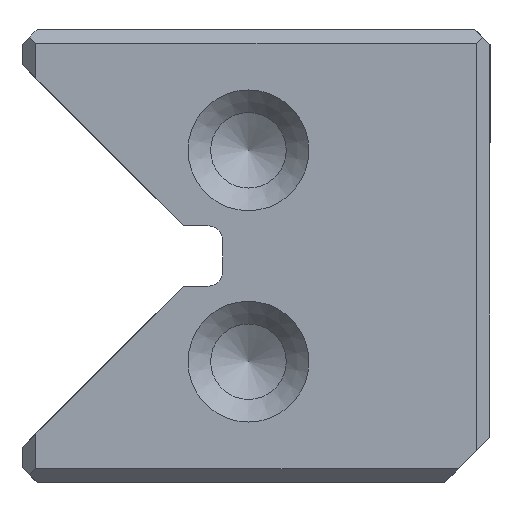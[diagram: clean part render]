
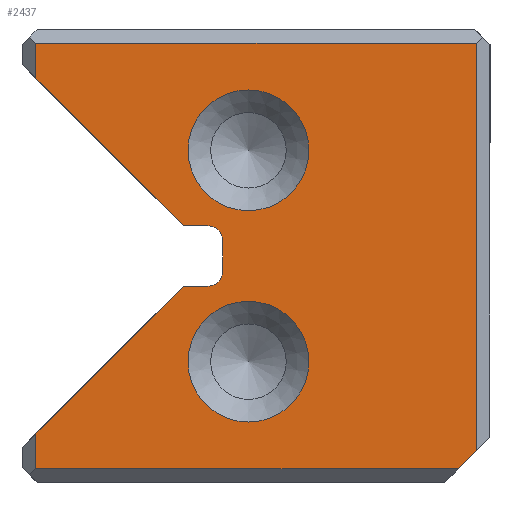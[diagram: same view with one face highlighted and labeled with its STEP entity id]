
A CAD part, left-side view. The second image highlights one B-rep face of the part: STEP entity #2437.
In plain terms, the highlighted planar face has unit normal (-1, 0, 0).
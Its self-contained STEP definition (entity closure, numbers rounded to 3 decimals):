
#2437=ADVANCED_FACE('',(#3252,#3253,#3254),#2781,.T.);
#2781=PLANE('',#8299);
#3011=CIRCLE('',#8295,2.);
#3012=CIRCLE('',#8296,2.);
#3013=CIRCLE('',#8297,0.5);
#3014=CIRCLE('',#8298,0.5);
#3252=FACE_BOUND('',#3360,.T.);
#3253=FACE_BOUND('',#3361,.T.);
#3254=FACE_BOUND('',#3362,.T.);
#3360=EDGE_LOOP('',(#3974));
#3361=EDGE_LOOP('',(#3975));
#3362=EDGE_LOOP('',(#3976,#3977,#3978,#3979,#3980,#3981,#3982,#3983,#3984,
#3985,#3986,#3987,#3988));
#3974=ORIENTED_EDGE('',*,*,#6324,.T.);
#3975=ORIENTED_EDGE('',*,*,#6325,.F.);
#3976=ORIENTED_EDGE('',*,*,#6326,.T.);
#3977=ORIENTED_EDGE('',*,*,#6327,.T.);
#3978=ORIENTED_EDGE('',*,*,#6328,.F.);
#3979=ORIENTED_EDGE('',*,*,#6329,.F.);
#3980=ORIENTED_EDGE('',*,*,#6330,.T.);
#3981=ORIENTED_EDGE('',*,*,#6331,.T.);
#3982=ORIENTED_EDGE('',*,*,#6332,.T.);
#3983=ORIENTED_EDGE('',*,*,#6333,.T.);
#3984=ORIENTED_EDGE('',*,*,#6334,.F.);
#3985=ORIENTED_EDGE('',*,*,#6335,.T.);
#3986=ORIENTED_EDGE('',*,*,#6336,.T.);
#3987=ORIENTED_EDGE('',*,*,#6337,.T.);
#3988=ORIENTED_EDGE('',*,*,#6338,.T.);
#5726=VERTEX_POINT('',#10526);
#5727=VERTEX_POINT('',#10528);
#5728=VERTEX_POINT('',#10530);
#5729=VERTEX_POINT('',#10531);
#5730=VERTEX_POINT('',#10533);
#5731=VERTEX_POINT('',#10535);
#5732=VERTEX_POINT('',#10537);
#5733=VERTEX_POINT('',#10539);
#5734=VERTEX_POINT('',#10541);
#5735=VERTEX_POINT('',#10543);
#5736=VERTEX_POINT('',#10545);
#5737=VERTEX_POINT('',#10547);
#5738=VERTEX_POINT('',#10549);
#5739=VERTEX_POINT('',#10551);
#5740=VERTEX_POINT('',#10553);
#6324=EDGE_CURVE('',#5726,#5726,#3011,.T.);
#6325=EDGE_CURVE('',#5727,#5727,#3012,.T.);
#6326=EDGE_CURVE('',#5728,#5729,#7121,.T.);
#6327=EDGE_CURVE('',#5729,#5730,#7122,.T.);
#6328=EDGE_CURVE('',#5731,#5730,#7123,.T.);
#6329=EDGE_CURVE('',#5732,#5731,#7124,.T.);
#6330=EDGE_CURVE('',#5732,#5733,#3013,.T.);
#6331=EDGE_CURVE('',#5733,#5734,#7125,.T.);
#6332=EDGE_CURVE('',#5734,#5735,#3014,.T.);
#6333=EDGE_CURVE('',#5735,#5736,#7126,.T.);
#6334=EDGE_CURVE('',#5737,#5736,#7127,.T.);
#6335=EDGE_CURVE('',#5737,#5738,#7128,.T.);
#6336=EDGE_CURVE('',#5738,#5739,#7129,.T.);
#6337=EDGE_CURVE('',#5739,#5740,#7130,.T.);
#6338=EDGE_CURVE('',#5740,#5728,#7131,.T.);
#7121=LINE('',#10529,#7783);
#7122=LINE('',#10532,#7784);
#7123=LINE('',#10534,#7785);
#7124=LINE('',#10536,#7786);
#7125=LINE('',#10540,#7787);
#7126=LINE('',#10544,#7788);
#7127=LINE('',#10546,#7789);
#7128=LINE('',#10548,#7790);
#7129=LINE('',#10550,#7791);
#7130=LINE('',#10552,#7792);
#7131=LINE('',#10554,#7793);
#7783=VECTOR('',#8748,1.);
#7784=VECTOR('',#8749,1.);
#7785=VECTOR('',#8750,1.);
#7786=VECTOR('',#8751,1.);
#7787=VECTOR('',#8754,1.);
#7788=VECTOR('',#8757,1.);
#7789=VECTOR('',#8758,1.);
#7790=VECTOR('',#8759,1.);
#7791=VECTOR('',#8760,1.);
#7792=VECTOR('',#8761,1.);
#7793=VECTOR('',#8762,1.);
#8295=AXIS2_PLACEMENT_3D('',#10525,#8744,#8745);
#8296=AXIS2_PLACEMENT_3D('',#10527,#8746,#8747);
#8297=AXIS2_PLACEMENT_3D('',#10538,#8752,#8753);
#8298=AXIS2_PLACEMENT_3D('',#10542,#8755,#8756);
#8299=AXIS2_PLACEMENT_3D('',#10555,#8763,#8764);
#8744=DIRECTION('',(1.,0.,0.));
#8745=DIRECTION('',(0.,0.,-1.));
#8746=DIRECTION('',(-1.,0.,0.));
#8747=DIRECTION('',(0.,0.,1.));
#8748=DIRECTION('',(0.,1.,0.));
#8749=DIRECTION('',(0.,0.,-1.));
#8750=DIRECTION('',(0.,0.707,0.707));
#8751=DIRECTION('',(0.,1.,0.));
#8752=DIRECTION('',(1.,0.,0.));
#8753=DIRECTION('',(0.,0.,1.));
#8754=DIRECTION('',(0.,0.,-1.));
#8755=DIRECTION('',(1.,0.,0.));
#8756=DIRECTION('',(0.,0.,1.));
#8757=DIRECTION('',(0.,1.,0.));
#8758=DIRECTION('',(0.,-0.707,0.707));
#8759=DIRECTION('',(0.,0.,-1.));
#8760=DIRECTION('',(0.,-1.,0.));
#8761=DIRECTION('',(0.,-0.707,0.707));
#8762=DIRECTION('',(0.,0.,1.));
#8763=DIRECTION('',(-1.,0.,0.));
#8764=DIRECTION('',(0.,0.,-1.));
#10525=CARTESIAN_POINT('',(0.,8.,4.));
#10526=CARTESIAN_POINT('',(0.,8.,2.));
#10527=CARTESIAN_POINT('',(0.,8.,11.));
#10528=CARTESIAN_POINT('',(0.,8.,13.));
#10529=CARTESIAN_POINT('',(0.,7.75,14.55));
#10530=CARTESIAN_POINT('',(0.,0.45,14.55));
#10531=CARTESIAN_POINT('',(0.,15.05,14.55));
#10532=CARTESIAN_POINT('',(0.,15.05,0.));
#10533=CARTESIAN_POINT('',(0.,15.05,13.385));
#10534=CARTESIAN_POINT('',(0.,9.165,7.5));
#10535=CARTESIAN_POINT('',(0.,10.165,8.5));
#10536=CARTESIAN_POINT('',(0.,8.85,8.5));
#10537=CARTESIAN_POINT('',(0.,9.35,8.5));
#10538=CARTESIAN_POINT('',(0.,9.35,8.));
#10539=CARTESIAN_POINT('',(0.,8.85,8.));
#10540=CARTESIAN_POINT('',(0.,8.85,8.5));
#10541=CARTESIAN_POINT('',(0.,8.85,7.));
#10542=CARTESIAN_POINT('',(0.,9.35,7.));
#10543=CARTESIAN_POINT('',(0.,9.35,6.5));
#10544=CARTESIAN_POINT('',(0.,8.85,6.5));
#10545=CARTESIAN_POINT('',(0.,10.165,6.5));
#10546=CARTESIAN_POINT('',(0.,17.65,-0.985));
#10547=CARTESIAN_POINT('',(0.,15.05,1.615));
#10548=CARTESIAN_POINT('',(0.,15.05,0.));
#10549=CARTESIAN_POINT('',(0.,15.05,0.45));
#10550=CARTESIAN_POINT('',(0.,7.75,0.45));
#10551=CARTESIAN_POINT('',(0.,1.05,0.45));
#10552=CARTESIAN_POINT('',(0.,4.625,-3.125));
#10553=CARTESIAN_POINT('',(0.,0.45,1.05));
#10554=CARTESIAN_POINT('',(0.,0.45,0.));
#10555=CARTESIAN_POINT('',(0.,7.75,0.));
